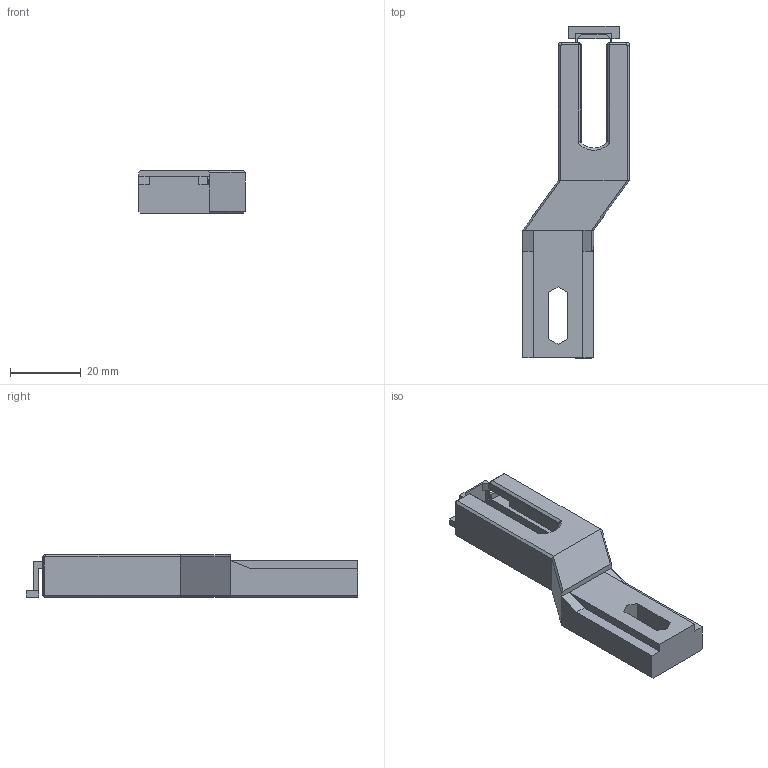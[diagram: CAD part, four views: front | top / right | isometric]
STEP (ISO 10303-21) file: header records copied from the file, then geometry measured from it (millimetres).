
FILE_DESCRIPTION(('STEP AP214'),'1');
FILE_NAME('Gantry_Mount_Short_CrookArmStraight.stp','2022-06-27T22:51:52',(' '),(' '),'Spatial InterOp 3D',' ',' ');
FILE_SCHEMA(('automotive_design'));
Length unit declared in the file: inch
Products named in the file (2): 1; 2
Bounding box: 30.11 x 93.69 x 12 mm (x, y, z)
Volume: 14653.2 mm3; surface area: 7711 mm2
Topology: 2 solids, 2 shells, 179 faces, 467 edges, 286 vertices
Faces by surface type: plane 119, cylinder 36, cone 24
Entity records: 6849 total; most frequent: CARTESIAN_POINT 995, ORIENTED_EDGE 924, DIRECTION 903, EDGE_CURVE 462, LINE 351, VECTOR 351, VERTEX_POINT 286, AXIS2_PLACEMENT_3D 276
